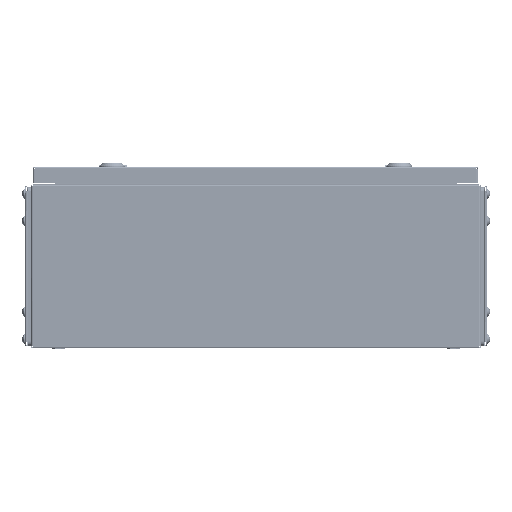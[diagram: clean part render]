
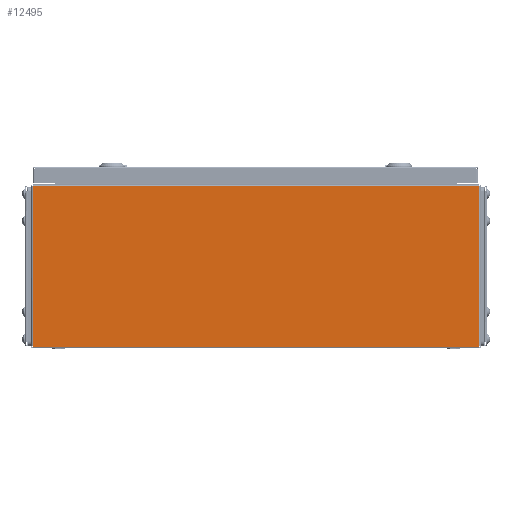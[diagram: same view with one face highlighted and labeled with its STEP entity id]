
A CAD part, left-side view. The second image highlights one B-rep face of the part: STEP entity #12495.
In plain terms, the highlighted planar face has unit normal (-1, 0, 0).
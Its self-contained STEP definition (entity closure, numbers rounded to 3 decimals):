
#198 = CARTESIAN_POINT ( 'NONE',  ( -150., -245.5, 0. ) ) ;
#1534 = VERTEX_POINT ( 'NONE', #3531 ) ;
#2525 = DIRECTION ( 'NONE',  ( 1., 0., 0. ) ) ;
#3531 = CARTESIAN_POINT ( 'NONE',  ( -150., 245.5, 1. ) ) ;
#4835 = VECTOR ( 'NONE', #85450, 1000. ) ;
#5204 = VECTOR ( 'NONE', #77248, 1000. ) ;
#8963 = VECTOR ( 'NONE', #48995, 1000. ) ;
#9864 = CARTESIAN_POINT ( 'NONE',  ( -150., 0., 0. ) ) ;
#12495 = ADVANCED_FACE ( 'NONE', ( #82547 ), #63090, .F. ) ;
#18819 = LINE ( 'NONE', #51262, #5204 ) ;
#19413 = VERTEX_POINT ( 'NONE', #85556 ) ;
#24589 = EDGE_CURVE ( 'NONE', #41031, #1534, #18819, .T. ) ;
#31882 = ORIENTED_EDGE ( 'NONE', *, *, #57381, .F. ) ;
#36435 = CARTESIAN_POINT ( 'NONE',  ( -150., -245.5, 177.5 ) ) ;
#38550 = CARTESIAN_POINT ( 'NONE',  ( -150., 245.5, 177.5 ) ) ;
#41031 = VERTEX_POINT ( 'NONE', #38550 ) ;
#41469 = DIRECTION ( 'NONE',  ( 0., 0., -1. ) ) ;
#43204 = VERTEX_POINT ( 'NONE', #66040 ) ;
#46599 = LINE ( 'NONE', #53987, #71470 ) ;
#47903 = DIRECTION ( 'NONE',  ( 0., 1., 0. ) ) ;
#48995 = DIRECTION ( 'NONE',  ( 0., 1., 0. ) ) ;
#51262 = CARTESIAN_POINT ( 'NONE',  ( -150., 245.5, 0. ) ) ;
#52972 = EDGE_CURVE ( 'NONE', #43204, #41031, #55933, .T. ) ;
#53731 = EDGE_LOOP ( 'NONE', ( #74483, #75031, #31882, #77411 ) ) ;
#53987 = CARTESIAN_POINT ( 'NONE',  ( -150., 245.5, 1. ) ) ;
#55933 = LINE ( 'NONE', #36435, #8963 ) ;
#57381 = EDGE_CURVE ( 'NONE', #19413, #1534, #46599, .T. ) ;
#59073 = LINE ( 'NONE', #198, #4835 ) ;
#63090 = PLANE ( 'NONE',  #65940 ) ;
#65940 = AXIS2_PLACEMENT_3D ( 'NONE', #9864, #2525, #41469 ) ;
#66040 = CARTESIAN_POINT ( 'NONE',  ( -150., -245.5, 177.5 ) ) ;
#71470 = VECTOR ( 'NONE', #47903, 1000. ) ;
#71607 = EDGE_CURVE ( 'NONE', #19413, #43204, #59073, .T. ) ;
#74483 = ORIENTED_EDGE ( 'NONE', *, *, #52972, .T. ) ;
#75031 = ORIENTED_EDGE ( 'NONE', *, *, #24589, .T. ) ;
#77248 = DIRECTION ( 'NONE',  ( 0., 0., -1. ) ) ;
#77411 = ORIENTED_EDGE ( 'NONE', *, *, #71607, .T. ) ;
#82547 = FACE_OUTER_BOUND ( 'NONE', #53731, .T. ) ;
#85450 = DIRECTION ( 'NONE',  ( 0., 0., 1. ) ) ;
#85556 = CARTESIAN_POINT ( 'NONE',  ( -150., -245.5, 1. ) ) ;
